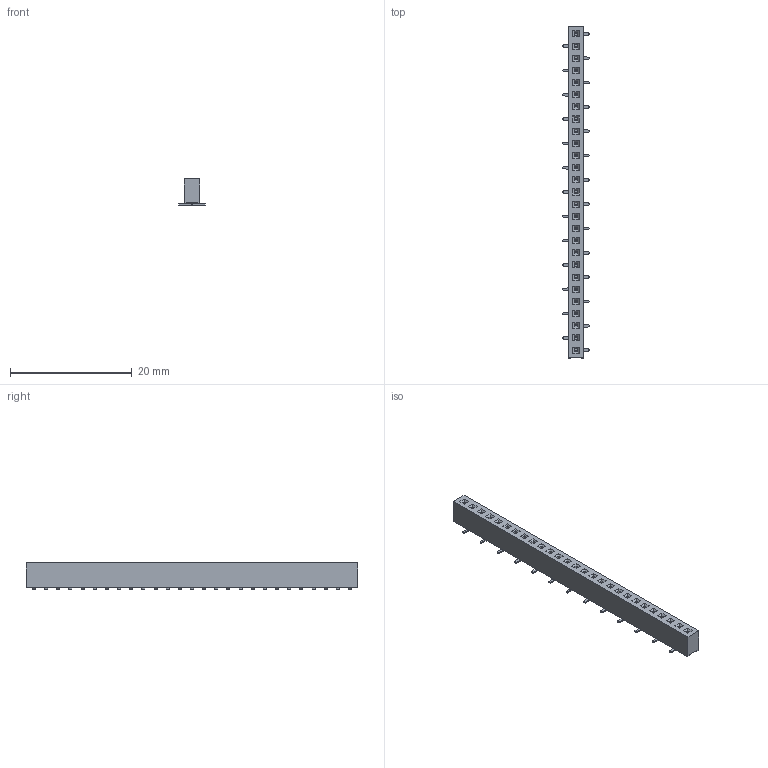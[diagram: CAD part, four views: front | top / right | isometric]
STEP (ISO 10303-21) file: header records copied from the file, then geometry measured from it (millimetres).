
FILE_DESCRIPTION(/* description */ ('model of PinSocket_1x27_P2.00mm_Vertical_SMD_Pin1Right'),/* implementation_level */ '2;1');
FILE_NAME(/* name */ 'PinSocket_1x27_P2.00mm_Vertical_SMD_Pin1Right.step',/* time_stamp */ '1970-01-01T00:00:00',/* author */ ('KiCAD','kicad'),/* organization */ ('OCCT'),/* preprocessor_version */ '',/* originating_system */ 'KiCAD',/* authorisation */ '');
FILE_SCHEMA(('AUTOMOTIVE_DESIGN { 1 0 10303 214 1 1 1 1 }'));
Length unit declared in the file: millimetre
Products named in the file (1): PinSocket_1x27_P2.00mm_Vertical_SMD_Pin1Right
Bounding box: 4.3 x 54.6 x 4.3 mm (x, y, z)
Volume: 511.4 mm3; surface area: 1021.6 mm2
Topology: 1 solids, 1 shells, 820 faces, 2076 edges, 1312 vertices
Faces by surface type: plane 739, cylinder 81
Entity records: 15725 total; most frequent: ORIENTED_EDGE 3114, EDGE_CURVE 2076, CARTESIAN_POINT 1993, LINE 1804, VERTEX_POINT 1312, FACE_BOUND 874, EDGE_LOOP 874, AXIS2_PLACEMENT_3D 846
